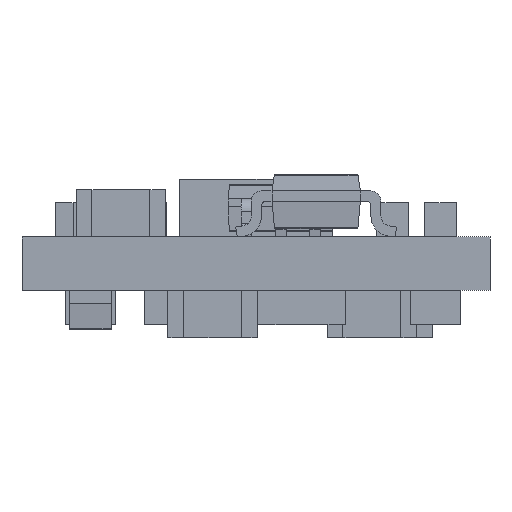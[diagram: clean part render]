
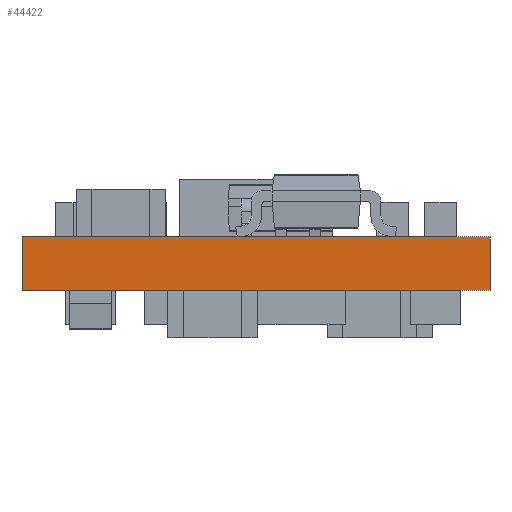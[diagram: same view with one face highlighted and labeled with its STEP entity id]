
A CAD part, front view. The second image highlights one B-rep face of the part: STEP entity #44422.
In plain terms, the highlighted planar face has unit normal (0, -1, 0).
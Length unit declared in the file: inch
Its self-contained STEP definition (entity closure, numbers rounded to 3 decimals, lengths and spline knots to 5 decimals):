
#2176 = EDGE_CURVE ( 'NONE', #34879, #23312, #24410, .T. ) ;
#5399 = VERTEX_POINT ( 'NONE', #44816 ) ;
#5759 = ORIENTED_EDGE ( 'NONE', *, *, #21588, .T. ) ;
#6843 = VECTOR ( 'NONE', #17714, 39.37008 ) ;
#8953 = CARTESIAN_POINT ( 'NONE',  ( 0., 0., 0.04 ) ) ;
#9671 = CARTESIAN_POINT ( 'NONE',  ( 0., 0., 0.04 ) ) ;
#9993 = EDGE_CURVE ( 'NONE', #5399, #23312, #28203, .T. ) ;
#13813 = VECTOR ( 'NONE', #24576, 39.37008 ) ;
#17714 = DIRECTION ( 'NONE',  ( 0., 0., -1. ) ) ;
#20444 = VECTOR ( 'NONE', #39506, 39.37008 ) ;
#20781 = FACE_OUTER_BOUND ( 'NONE', #27133, .T. ) ;
#21588 = EDGE_CURVE ( 'NONE', #29811, #5399, #28001, .T. ) ;
#21755 = DIRECTION ( 'NONE',  ( 0., 0., 1. ) ) ;
#23312 = VERTEX_POINT ( 'NONE', #26405 ) ;
#23933 = DIRECTION ( 'NONE',  ( 0., 0., -1. ) ) ;
#24410 = LINE ( 'NONE', #31483, #43558 ) ;
#24530 = CARTESIAN_POINT ( 'NONE',  ( 0., 0., 0. ) ) ;
#24576 = DIRECTION ( 'NONE',  ( 1., 0., 0. ) ) ;
#24806 = CARTESIAN_POINT ( 'NONE',  ( 0., 0., 0.04 ) ) ;
#26405 = CARTESIAN_POINT ( 'NONE',  ( 0.35, 0., 0. ) ) ;
#27133 = EDGE_LOOP ( 'NONE', ( #31733, #47641, #29498, #5759 ) ) ;
#28001 = LINE ( 'NONE', #24806, #6843 ) ;
#28203 = LINE ( 'NONE', #24530, #20444 ) ;
#29498 = ORIENTED_EDGE ( 'NONE', *, *, #41709, .F. ) ;
#29811 = VERTEX_POINT ( 'NONE', #8953 ) ;
#31483 = CARTESIAN_POINT ( 'NONE',  ( 0.35, 0., 0.04 ) ) ;
#31733 = ORIENTED_EDGE ( 'NONE', *, *, #9993, .T. ) ;
#31910 = LINE ( 'NONE', #9671, #13813 ) ;
#32511 = CARTESIAN_POINT ( 'NONE',  ( 0.35, 0., 0.04 ) ) ;
#34879 = VERTEX_POINT ( 'NONE', #32511 ) ;
#39506 = DIRECTION ( 'NONE',  ( 1., 0., 0. ) ) ;
#41709 = EDGE_CURVE ( 'NONE', #29811, #34879, #31910, .T. ) ;
#43558 = VECTOR ( 'NONE', #23933, 39.37008 ) ;
#43992 = DIRECTION ( 'NONE',  ( 0., 1., 0. ) ) ;
#44422 = ADVANCED_FACE ( 'NONE', ( #20781 ), #47428, .F. ) ;
#44816 = CARTESIAN_POINT ( 'NONE',  ( 0., 0., 0. ) ) ;
#46780 = AXIS2_PLACEMENT_3D ( 'NONE', #46939, #43992, #21755 ) ;
#46939 = CARTESIAN_POINT ( 'NONE',  ( 0., 0., 0.04 ) ) ;
#47428 = PLANE ( 'NONE',  #46780 ) ;
#47641 = ORIENTED_EDGE ( 'NONE', *, *, #2176, .F. ) ;
